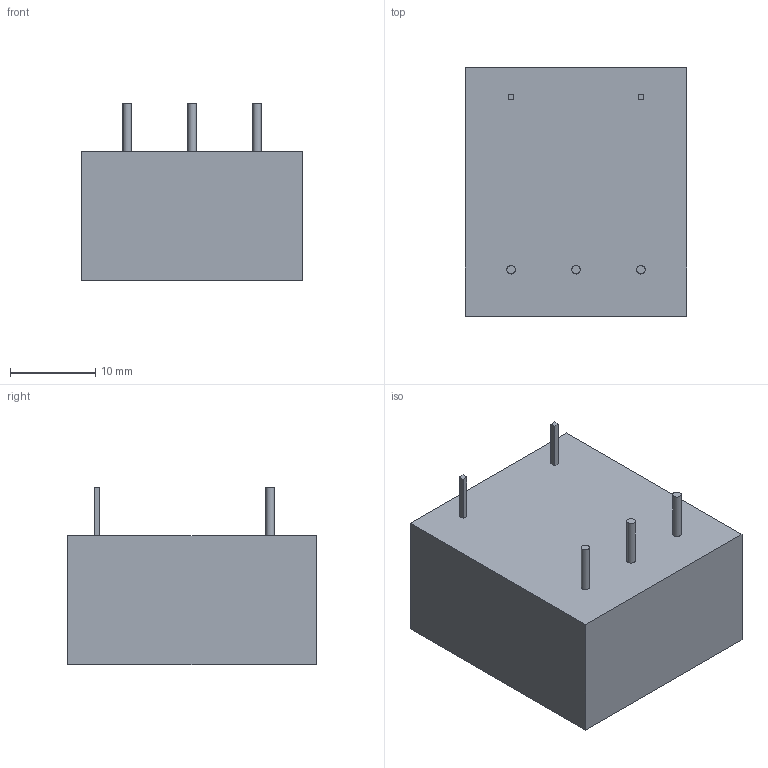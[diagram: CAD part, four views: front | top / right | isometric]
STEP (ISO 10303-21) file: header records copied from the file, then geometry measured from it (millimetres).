
FILE_DESCRIPTION(('FreeCAD Model'),'2;1');
FILE_NAME('LEM_LV25-P.step','2017-03-12T15:45:32',( 'FreeCAD'),('FreeCAD'),'Open CASCADE STEP processor 6.7','FreeCAD', 'Unknown');
FILE_SCHEMA(('AUTOMOTIVE_DESIGN_CC2 { 1 2 10303 214 -1 1 5 4 }'));
Length unit declared in the file: millimetre
Products named in the file (1): Fusion
Bounding box: 26 x 29.2 x 20.9 mm (x, y, z)
Volume: 11557.9 mm3; surface area: 3279.2 mm2
Topology: 1 solids, 1 shells, 22 faces, 45 edges, 30 vertices
Faces by surface type: plane 19, cylinder 3
Full cylindrical faces by diameter (mm): 1 x3
Entity records: 1336 total; most frequent: CARTESIAN_POINT 206, DIRECTION 184, LINE 123, VECTOR 123, ORIENTED_EDGE 90, PCURVE 90, DEFINITIONAL_REPRESENTATION 90, EDGE_CURVE 45
